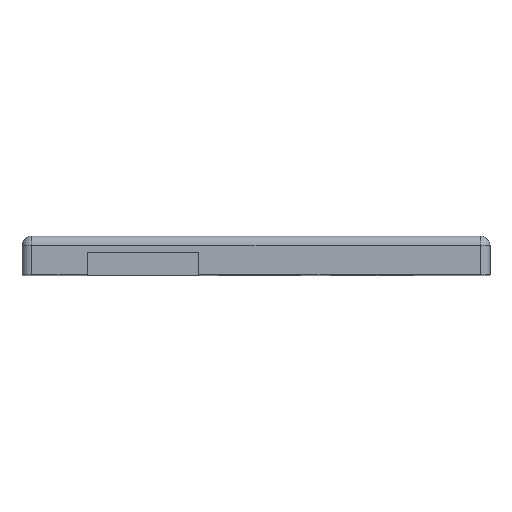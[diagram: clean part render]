
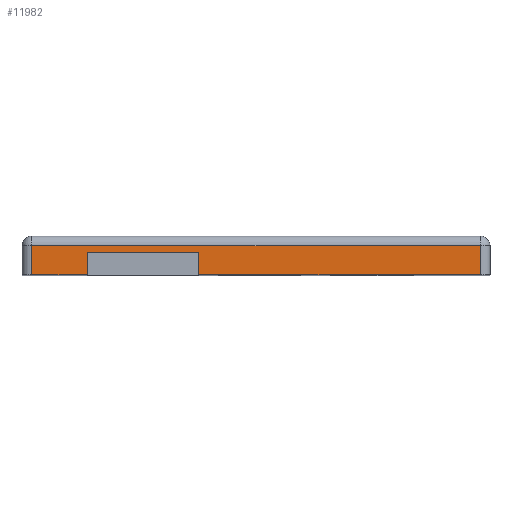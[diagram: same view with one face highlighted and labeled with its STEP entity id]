
A CAD part, top view. The second image highlights one B-rep face of the part: STEP entity #11982.
In plain terms, the highlighted planar face has unit normal (0, 0, 1).
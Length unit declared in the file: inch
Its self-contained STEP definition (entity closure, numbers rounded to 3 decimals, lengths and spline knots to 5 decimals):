
#327=PLANE('',#12580);
#872=FACE_OUTER_BOUND('',#1508,.T.);
#1508=EDGE_LOOP('',(#8734,#8735,#8736,#8737,#8738,#8739,#8740,#8741));
#2208=LINE('',#17402,#3752);
#2212=LINE('',#17412,#3756);
#2215=LINE('',#17419,#3759);
#2219=LINE('',#17427,#3763);
#2220=LINE('',#17429,#3764);
#2221=LINE('',#17431,#3765);
#2222=LINE('',#17433,#3766);
#2223=LINE('',#17434,#3767);
#3752=VECTOR('',#13467,0.3937);
#3756=VECTOR('',#13477,0.3937);
#3759=VECTOR('',#13484,0.3937);
#3763=VECTOR('',#13492,0.3937);
#3764=VECTOR('',#13493,0.3937);
#3765=VECTOR('',#13494,0.3937);
#3766=VECTOR('',#13495,0.3937);
#3767=VECTOR('',#13496,0.3937);
#5422=VERTEX_POINT('',#17400);
#5423=VERTEX_POINT('',#17401);
#5426=VERTEX_POINT('',#17411);
#5428=VERTEX_POINT('',#17418);
#5430=VERTEX_POINT('',#17426);
#5431=VERTEX_POINT('',#17428);
#5432=VERTEX_POINT('',#17430);
#5433=VERTEX_POINT('',#17432);
#6689=EDGE_CURVE('',#5422,#5423,#2208,.T.);
#6693=EDGE_CURVE('',#5423,#5426,#2212,.T.);
#6696=EDGE_CURVE('',#5428,#5422,#2215,.T.);
#6700=EDGE_CURVE('',#5426,#5430,#2219,.T.);
#6701=EDGE_CURVE('',#5431,#5430,#2220,.T.);
#6702=EDGE_CURVE('',#5432,#5431,#2221,.T.);
#6703=EDGE_CURVE('',#5433,#5432,#2222,.T.);
#6704=EDGE_CURVE('',#5433,#5428,#2223,.T.);
#8734=ORIENTED_EDGE('',*,*,#6696,.T.);
#8735=ORIENTED_EDGE('',*,*,#6689,.T.);
#8736=ORIENTED_EDGE('',*,*,#6693,.T.);
#8737=ORIENTED_EDGE('',*,*,#6700,.T.);
#8738=ORIENTED_EDGE('',*,*,#6701,.F.);
#8739=ORIENTED_EDGE('',*,*,#6702,.F.);
#8740=ORIENTED_EDGE('',*,*,#6703,.F.);
#8741=ORIENTED_EDGE('',*,*,#6704,.T.);
#11982=ADVANCED_FACE('',(#872),#327,.T.);
#12580=AXIS2_PLACEMENT_3D('',#17425,#13490,#13491);
#13467=DIRECTION('',(1.,0.,0.));
#13477=DIRECTION('',(0.,-1.,0.));
#13484=DIRECTION('',(0.,1.,0.));
#13490=DIRECTION('center_axis',(0.,0.,1.));
#13491=DIRECTION('ref_axis',(1.,0.,0.));
#13492=DIRECTION('',(1.,0.,0.));
#13493=DIRECTION('',(0.,-1.,0.));
#13494=DIRECTION('',(1.,0.,0.));
#13495=DIRECTION('',(0.,1.,0.));
#13496=DIRECTION('',(1.,0.,0.));
#17400=CARTESIAN_POINT('',(-2.27302,0.149,0.42067));
#17401=CARTESIAN_POINT('',(-1.52928,0.149,0.42067));
#17402=CARTESIAN_POINT('',(-2.49059,0.149,0.42067));
#17411=CARTESIAN_POINT('',(-1.52928,0.,0.42067));
#17412=CARTESIAN_POINT('',(-1.52928,0.0745,0.42067));
#17418=CARTESIAN_POINT('',(-2.27302,0.,0.42067));
#17419=CARTESIAN_POINT('',(-2.27302,0.,0.42067));
#17425=CARTESIAN_POINT('Origin',(-2.70815,0.,0.42067));
#17426=CARTESIAN_POINT('',(0.34713,0.,0.42067));
#17427=CARTESIAN_POINT('',(-2.70815,0.,0.42067));
#17428=CARTESIAN_POINT('',(0.34713,0.19406,0.42067));
#17429=CARTESIAN_POINT('',(0.34713,0.,0.42067));
#17430=CARTESIAN_POINT('',(-2.64315,0.19406,0.42067));
#17431=CARTESIAN_POINT('',(-1.92808,0.19406,0.42067));
#17432=CARTESIAN_POINT('',(-2.64315,0.,0.42067));
#17433=CARTESIAN_POINT('',(-2.64315,0.,0.42067));
#17434=CARTESIAN_POINT('',(-2.70815,0.,0.42067));
